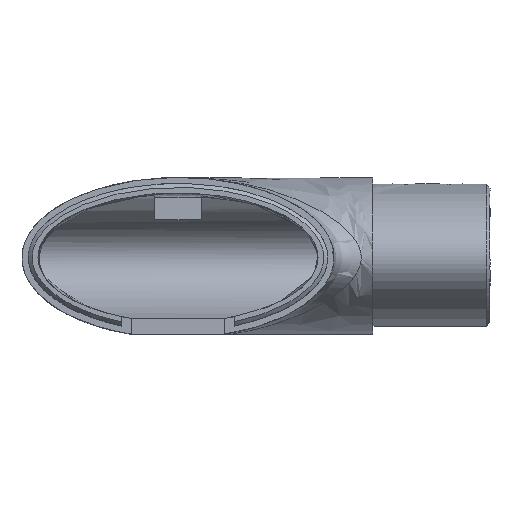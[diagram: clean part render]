
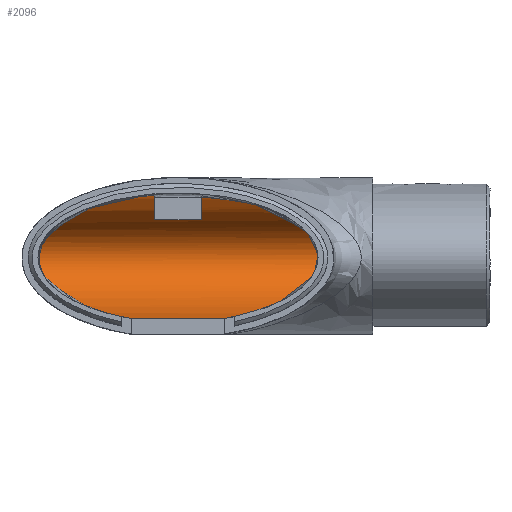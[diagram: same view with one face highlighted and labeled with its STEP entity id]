
A CAD part, top view. The second image highlights one B-rep face of the part: STEP entity #2096.
In plain terms, the highlighted free-form (B-spline) face has degree [3, 1] with [6, 2] control points.
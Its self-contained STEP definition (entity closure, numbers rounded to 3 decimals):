
#117 = LINE ( 'NONE', #20813, #12630 ) ;
#722 = CARTESIAN_POINT ( 'NONE',  ( -12., 4.947, -62. ) ) ;
#1738 = CARTESIAN_POINT ( 'NONE',  ( 50., 14.855, 11.174 ) ) ;
#1970 = CARTESIAN_POINT ( 'NONE',  ( -53.029, 37.132, -103.029 ) ) ;
#2096 = ADVANCED_FACE ( 'NONE', ( #21421 ), #24244, .T. ) ;
#2888 = CARTESIAN_POINT ( 'NONE',  ( 12., 4.947, -38. ) ) ;
#3765 = CARTESIAN_POINT ( 'NONE',  ( 50., 5.084, -37.163 ) ) ;
#3934 = CARTESIAN_POINT ( 'NONE',  ( 50., 5.235, -63.671 ) ) ;
#3983 = ORIENTED_EDGE ( 'NONE', *, *, #29941, .T. ) ;
#5263 = CARTESIAN_POINT ( 'NONE',  ( 50., 5.403, -64.5 ) ) ;
#6007 = CARTESIAN_POINT ( 'NONE',  ( 50., 4.947, -38. ) ) ;
#6290 = CARTESIAN_POINT ( 'NONE',  ( 50., 5.084, -62.837 ) ) ;
#6471 = CARTESIAN_POINT ( 'NONE',  ( 50., 37.132, 3.029 ) ) ;
#6817 = DIRECTION ( 'NONE',  ( 1., 0., 0. ) ) ;
#7608 = VERTEX_POINT ( 'NONE', #12314 ) ;
#7874 = ORIENTED_EDGE ( 'NONE', *, *, #18139, .F. ) ;
#8124 = EDGE_CURVE ( 'NONE', #20819, #24345, #26503, .T. ) ;
#8589 = CARTESIAN_POINT ( 'NONE',  ( 50., 4.947, -38. ) ) ;
#8993 = CARTESIAN_POINT ( 'NONE',  ( 50., 37.132, -1.151 ) ) ;
#9792 =( BOUNDED_CURVE ( )  B_SPLINE_CURVE ( 3, ( #2888, #26507, #17209, #24251, #21588, #722 ),
 .UNSPECIFIED., .F., .F. ) 
 B_SPLINE_CURVE_WITH_KNOTS ( ( 4, 2, 4 ),
 ( 0.522, 0.746, 0.97 ),
 .UNSPECIFIED. ) 
 CURVE ( )  GEOMETRIC_REPRESENTATION_ITEM ( )  RATIONAL_B_SPLINE_CURVE ( ( 1., 0.199, 0.089, 0.089, 0.199, 1. ) ) 
 REPRESENTATION_ITEM ( '' )  );
#10146 =( BOUNDED_CURVE ( )  B_SPLINE_CURVE ( 3, ( #20068, #3934, #6290, #24892 ),
 .UNSPECIFIED., .F., .T. ) 
 B_SPLINE_CURVE_WITH_KNOTS ( ( 4, 4 ),
 ( 0.961, 0.979 ),
 .UNSPECIFIED. ) 
 CURVE ( )  GEOMETRIC_REPRESENTATION_ITEM ( )  RATIONAL_B_SPLINE_CURVE ( ( 0.823, 0.878, 0.937, 1. ) ) 
 REPRESENTATION_ITEM ( '' )  );
#10823 = CARTESIAN_POINT ( 'NONE',  ( 50., 5.403, -35.5 ) ) ;
#10949 = VERTEX_POINT ( 'NONE', #11601 ) ;
#10979 = CARTESIAN_POINT ( 'NONE',  ( 50., 4.947, -38. ) ) ;
#11289 = CARTESIAN_POINT ( 'NONE',  ( 61.996, 13.081, 11.996 ) ) ;
#11601 = CARTESIAN_POINT ( 'NONE',  ( -12., 4.947, -62. ) ) ;
#11933 = ORIENTED_EDGE ( 'NONE', *, *, #30336, .F. ) ;
#12314 = CARTESIAN_POINT ( 'NONE',  ( 50., 5.403, -64.5 ) ) ;
#12322 = EDGE_CURVE ( 'NONE', #21853, #10949, #9792, .T. ) ;
#12391 = CARTESIAN_POINT ( 'NONE',  ( 50., 4.947, -62. ) ) ;
#12429 = CARTESIAN_POINT ( 'NONE',  ( 31., 4.947, -38. ) ) ;
#12630 = VECTOR ( 'NONE', #6817, 1000. ) ;
#13145 = CARTESIAN_POINT ( 'NONE',  ( 50., 37.132, -50. ) ) ;
#13332 = CARTESIAN_POINT ( 'NONE',  ( 50., 13.081, -111.996 ) ) ;
#14909 = CARTESIAN_POINT ( 'NONE',  ( 12., 4.947, -38. ) ) ;
#15663 = CARTESIAN_POINT ( 'NONE',  ( 50., 4.947, -62. ) ) ;
#15847 = CARTESIAN_POINT ( 'NONE',  ( 50., 5.403, -35.5 ) ) ;
#16923 = CARTESIAN_POINT ( 'NONE',  ( 50., 14.855, -111.174 ) ) ;
#17209 = CARTESIAN_POINT ( 'NONE',  ( 53.029, 37.132, 3.029 ) ) ;
#17321 = CARTESIAN_POINT ( 'NONE',  ( 50., 37.132, -50. ) ) ;
#18116 = CARTESIAN_POINT ( 'NONE',  ( 50., 37.132, -103.029 ) ) ;
#18139 = EDGE_CURVE ( 'NONE', #7608, #23059, #10146, .T. ) ;
#20068 = CARTESIAN_POINT ( 'NONE',  ( 50., 5.403, -64.5 ) ) ;
#20280 = LINE ( 'NONE', #12429, #27242 ) ;
#20365 = CARTESIAN_POINT ( 'NONE',  ( 53.029, 37.132, 3.029 ) ) ;
#20673 = CARTESIAN_POINT ( 'NONE',  ( -61.996, 13.081, -111.996 ) ) ;
#20813 = CARTESIAN_POINT ( 'NONE',  ( 19., 4.947, -62. ) ) ;
#20819 = VERTEX_POINT ( 'NONE', #8589 ) ;
#20934 = EDGE_CURVE ( 'NONE', #24345, #21110, #21298, .T. ) ;
#21110 = VERTEX_POINT ( 'NONE', #17321 ) ;
#21298 =( BOUNDED_CURVE ( )  B_SPLINE_CURVE ( 3, ( #15847, #1738, #8993, #27506 ),
 .UNSPECIFIED., .F., .F. ) 
 B_SPLINE_CURVE_WITH_KNOTS ( ( 4, 4 ),
 ( 0.54, 0.75 ),
 .UNSPECIFIED. ) 
 CURVE ( )  GEOMETRIC_REPRESENTATION_ITEM ( )  RATIONAL_B_SPLINE_CURVE ( ( 0.823, 0.182, 0.089, 0.089 ) ) 
 REPRESENTATION_ITEM ( '' )  );
#21421 = FACE_OUTER_BOUND ( 'NONE', #29993, .T. ) ;
#21588 = CARTESIAN_POINT ( 'NONE',  ( -61.996, 13.081, -111.996 ) ) ;
#21853 = VERTEX_POINT ( 'NONE', #14909 ) ;
#22049 = ORIENTED_EDGE ( 'NONE', *, *, #8124, .F. ) ;
#23059 = VERTEX_POINT ( 'NONE', #12391 ) ;
#24244 =( BOUNDED_SURFACE ( )  B_SPLINE_SURFACE ( 3, 1, ( 
 ( #30005, #10979 ),
 ( #11289, #27630 ),
 ( #20365, #6471 ),
 ( #1970, #18116 ),
 ( #20673, #13332 ),
 ( #29689, #15663 ) ),
 .UNSPECIFIED., .F., .F., .F. ) 
 B_SPLINE_SURFACE_WITH_KNOTS ( ( 4, 2, 4 ),
 ( 2, 2 ),
 ( 0.522, 0.75, 0.979 ),
 ( 0., 1. ),
 .UNSPECIFIED. ) 
 GEOMETRIC_REPRESENTATION_ITEM ( )  RATIONAL_B_SPLINE_SURFACE ( (
 ( 1., 1.),
 ( 0.199, 0.199),
 ( 0.089, 0.089),
 ( 0.089, 0.089),
 ( 0.199, 0.199),
 ( 1., 1.) ) ) 
 REPRESENTATION_ITEM ( '' )  SURFACE ( )  );
#24251 = CARTESIAN_POINT ( 'NONE',  ( -53.029, 37.132, -103.029 ) ) ;
#24345 = VERTEX_POINT ( 'NONE', #27342 ) ;
#24820 = CARTESIAN_POINT ( 'NONE',  ( 50., 5.235, -36.329 ) ) ;
#24892 = CARTESIAN_POINT ( 'NONE',  ( 50., 4.947, -62. ) ) ;
#25338 = EDGE_CURVE ( 'NONE', #21110, #7608, #28988, .T. ) ;
#25796 = ORIENTED_EDGE ( 'NONE', *, *, #25338, .F. ) ;
#26214 = DIRECTION ( 'NONE',  ( 1., 0., 0. ) ) ;
#26317 = ORIENTED_EDGE ( 'NONE', *, *, #20934, .F. ) ;
#26503 =( BOUNDED_CURVE ( )  B_SPLINE_CURVE ( 3, ( #6007, #3765, #24820, #10823 ),
 .UNSPECIFIED., .F., .F. ) 
 B_SPLINE_CURVE_WITH_KNOTS ( ( 4, 4 ),
 ( 0.522, 0.54 ),
 .UNSPECIFIED. ) 
 CURVE ( )  GEOMETRIC_REPRESENTATION_ITEM ( )  RATIONAL_B_SPLINE_CURVE ( ( 1., 0.937, 0.878, 0.823 ) ) 
 REPRESENTATION_ITEM ( '' )  );
#26507 = CARTESIAN_POINT ( 'NONE',  ( 61.996, 13.081, 11.996 ) ) ;
#27242 = VECTOR ( 'NONE', #26214, 1000. ) ;
#27342 = CARTESIAN_POINT ( 'NONE',  ( 50., 5.403, -35.5 ) ) ;
#27506 = CARTESIAN_POINT ( 'NONE',  ( 50., 37.132, -50. ) ) ;
#27630 = CARTESIAN_POINT ( 'NONE',  ( 50., 13.081, 11.996 ) ) ;
#28726 = ORIENTED_EDGE ( 'NONE', *, *, #12322, .T. ) ;
#28988 =( BOUNDED_CURVE ( )  B_SPLINE_CURVE ( 3, ( #13145, #29494, #16923, #5263 ),
 .UNSPECIFIED., .F., .F. ) 
 B_SPLINE_CURVE_WITH_KNOTS ( ( 4, 4 ),
 ( 0.75, 0.961 ),
 .UNSPECIFIED. ) 
 CURVE ( )  GEOMETRIC_REPRESENTATION_ITEM ( )  RATIONAL_B_SPLINE_CURVE ( ( 0.089, 0.089, 0.182, 0.823 ) ) 
 REPRESENTATION_ITEM ( '' )  );
#29494 = CARTESIAN_POINT ( 'NONE',  ( 50., 37.132, -98.849 ) ) ;
#29689 = CARTESIAN_POINT ( 'NONE',  ( -12., 4.947, -62. ) ) ;
#29941 = EDGE_CURVE ( 'NONE', #10949, #23059, #117, .T. ) ;
#29993 = EDGE_LOOP ( 'NONE', ( #28726, #3983, #7874, #25796, #26317, #22049, #11933 ) ) ;
#30005 = CARTESIAN_POINT ( 'NONE',  ( 12., 4.947, -38. ) ) ;
#30336 = EDGE_CURVE ( 'NONE', #21853, #20819, #20280, .T. ) ;
